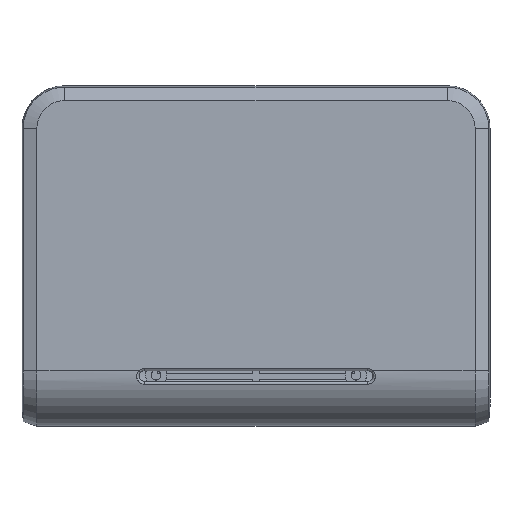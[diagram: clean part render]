
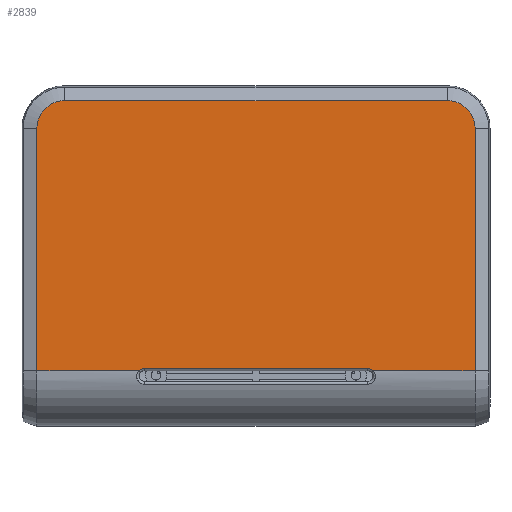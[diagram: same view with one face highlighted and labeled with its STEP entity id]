
A CAD part, top view. The second image highlights one B-rep face of the part: STEP entity #2839.
In plain terms, the highlighted planar face has unit normal (0, 0, 1).
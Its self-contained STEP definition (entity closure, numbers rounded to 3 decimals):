
#309=B_SPLINE_CURVE_WITH_KNOTS('',3,(#37093,#37094,#37095,#37096,#37097,
#37098,#37099,#37100,#37101,#37102),.UNSPECIFIED.,.F.,.F.,(4,3,3,4),(0.,
0.158,0.579,1.),.UNSPECIFIED.);
#310=B_SPLINE_CURVE_WITH_KNOTS('',3,(#37106,#37107,#37108,#37109,#37110,
#37111,#37112,#37113,#37114,#37115),.UNSPECIFIED.,.F.,.F.,(4,3,3,4),(0.,
0.42,0.84,1.),.UNSPECIFIED.);
#1982=CIRCLE('',#26836,6.5);
#1984=CIRCLE('',#26839,6.5);
#2839=ADVANCED_FACE('',(#4928),#4206,.T.);
#4206=PLANE('',#26864);
#4928=FACE_OUTER_BOUND('',#6352,.T.);
#6352=EDGE_LOOP('',(#8209,#8210,#8211,#8212,#8213,#8214,#8215,#8216,#8217,
#8218));
#8209=ORIENTED_EDGE('',*,*,#18440,.F.);
#8210=ORIENTED_EDGE('',*,*,#18441,.T.);
#8211=ORIENTED_EDGE('',*,*,#18442,.T.);
#8212=ORIENTED_EDGE('',*,*,#18443,.T.);
#8213=ORIENTED_EDGE('',*,*,#18444,.F.);
#8214=ORIENTED_EDGE('',*,*,#18422,.F.);
#8215=ORIENTED_EDGE('',*,*,#18394,.F.);
#8216=ORIENTED_EDGE('',*,*,#18308,.F.);
#8217=ORIENTED_EDGE('',*,*,#18391,.T.);
#8218=ORIENTED_EDGE('',*,*,#18425,.T.);
#15780=VERTEX_POINT('',#36814);
#15782=VERTEX_POINT('',#36818);
#15828=VERTEX_POINT('',#36992);
#15830=VERTEX_POINT('',#36997);
#15853=VERTEX_POINT('',#37055);
#15855=VERTEX_POINT('',#37062);
#15863=VERTEX_POINT('',#37092);
#15864=VERTEX_POINT('',#37103);
#15865=VERTEX_POINT('',#37105);
#15866=VERTEX_POINT('',#37116);
#18308=EDGE_CURVE('',#15782,#15780,#22210,.T.);
#18391=EDGE_CURVE('',#15782,#15828,#1982,.T.);
#18394=EDGE_CURVE('',#15780,#15830,#1984,.T.);
#18422=EDGE_CURVE('',#15830,#15853,#22284,.T.);
#18425=EDGE_CURVE('',#15828,#15855,#22287,.T.);
#18440=EDGE_CURVE('',#15863,#15855,#22298,.T.);
#18441=EDGE_CURVE('',#15863,#15864,#309,.T.);
#18442=EDGE_CURVE('',#15864,#15865,#22299,.T.);
#18443=EDGE_CURVE('',#15865,#15866,#310,.T.);
#18444=EDGE_CURVE('',#15853,#15866,#22300,.T.);
#22210=LINE('',#36819,#24464);
#22284=LINE('',#37057,#24538);
#22287=LINE('',#37063,#24541);
#22298=LINE('',#37091,#24552);
#22299=LINE('',#37104,#24553);
#22300=LINE('',#37117,#24554);
#24464=VECTOR('',#29432,1.);
#24538=VECTOR('',#29692,1.);
#24541=VECTOR('',#29697,1.);
#24552=VECTOR('',#29728,1.);
#24553=VECTOR('',#29729,1.);
#24554=VECTOR('',#29730,1.);
#26836=AXIS2_PLACEMENT_3D('',#36993,#29636,#29637);
#26839=AXIS2_PLACEMENT_3D('',#36999,#29643,#29644);
#26864=AXIS2_PLACEMENT_3D('',#37118,#29731,#29732);
#29432=DIRECTION('',(1.,0.,0.));
#29636=DIRECTION('',(0.,0.,1.));
#29637=DIRECTION('',(1.,0.,0.));
#29643=DIRECTION('',(0.,0.,-1.));
#29644=DIRECTION('',(-1.,0.,0.));
#29692=DIRECTION('',(0.,-1.,0.));
#29697=DIRECTION('',(0.,-1.,0.));
#29728=DIRECTION('',(-1.,0.,0.));
#29729=DIRECTION('',(1.,0.,0.));
#29730=DIRECTION('',(-1.,0.,0.));
#29731=DIRECTION('',(0.,0.,1.));
#29732=DIRECTION('',(1.,0.,0.));
#36814=CARTESIAN_POINT('',(45.,36.5,26.));
#36818=CARTESIAN_POINT('',(-45.,36.5,26.));
#36819=CARTESIAN_POINT('',(55.,36.5,26.));
#36992=CARTESIAN_POINT('',(-51.5,30.,26.));
#36993=CARTESIAN_POINT('',(-45.,30.,26.));
#36997=CARTESIAN_POINT('',(51.5,30.,26.));
#36999=CARTESIAN_POINT('',(45.,30.,26.));
#37055=CARTESIAN_POINT('',(51.5,-27.,26.));
#37057=CARTESIAN_POINT('',(51.5,-40.,26.));
#37062=CARTESIAN_POINT('',(-51.5,-27.,26.));
#37063=CARTESIAN_POINT('',(-51.5,-40.,26.));
#37091=CARTESIAN_POINT('',(-26.828,-27.,26.));
#37092=CARTESIAN_POINT('',(-27.55,-27.,26.));
#37093=CARTESIAN_POINT('',(-27.55,-27.,26.));
#37094=CARTESIAN_POINT('',(-27.497,-26.945,26.));
#37095=CARTESIAN_POINT('',(-27.44,-26.893,26.));
#37096=CARTESIAN_POINT('',(-27.38,-26.845,26.));
#37097=CARTESIAN_POINT('',(-27.222,-26.719,26.));
#37098=CARTESIAN_POINT('',(-27.039,-26.618,26.));
#37099=CARTESIAN_POINT('',(-26.849,-26.551,26.));
#37100=CARTESIAN_POINT('',(-26.658,-26.483,26.));
#37101=CARTESIAN_POINT('',(-26.453,-26.447,26.));
#37102=CARTESIAN_POINT('',(-26.25,-26.447,26.));
#37103=CARTESIAN_POINT('',(-26.25,-26.447,26.));
#37104=CARTESIAN_POINT('',(26.25,-26.447,26.));
#37105=CARTESIAN_POINT('',(26.25,-26.447,26.));
#37106=CARTESIAN_POINT('',(26.25,-26.447,26.));
#37107=CARTESIAN_POINT('',(26.452,-26.447,26.));
#37108=CARTESIAN_POINT('',(26.657,-26.482,26.));
#37109=CARTESIAN_POINT('',(26.847,-26.549,26.));
#37110=CARTESIAN_POINT('',(27.038,-26.616,26.));
#37111=CARTESIAN_POINT('',(27.22,-26.717,26.));
#37112=CARTESIAN_POINT('',(27.377,-26.843,26.));
#37113=CARTESIAN_POINT('',(27.438,-26.891,26.));
#37114=CARTESIAN_POINT('',(27.496,-26.944,26.));
#37115=CARTESIAN_POINT('',(27.55,-27.,26.));
#37116=CARTESIAN_POINT('',(27.55,-27.,26.));
#37117=CARTESIAN_POINT('',(55.,-27.,26.));
#37118=CARTESIAN_POINT('',(55.,-40.,26.));
